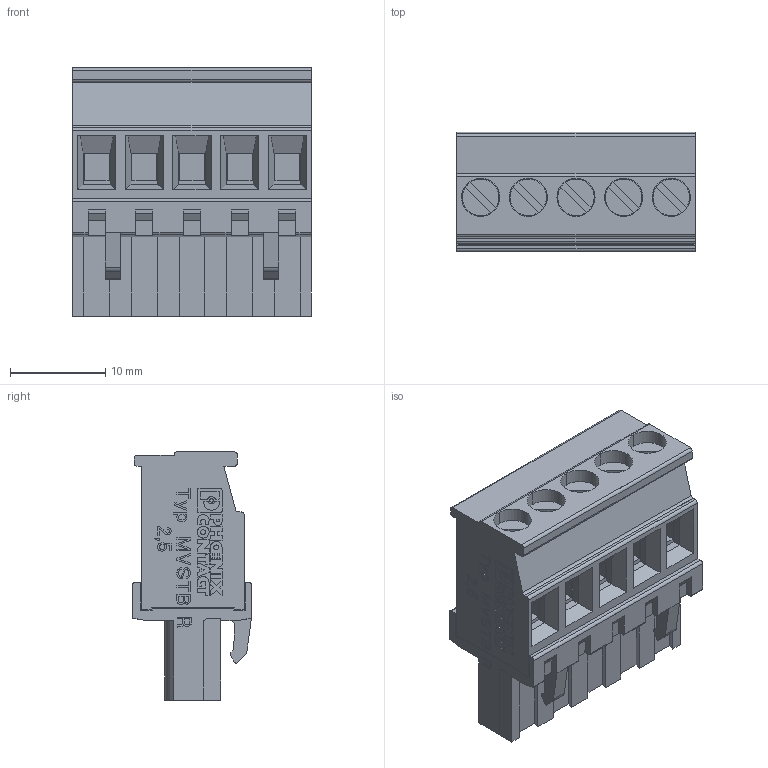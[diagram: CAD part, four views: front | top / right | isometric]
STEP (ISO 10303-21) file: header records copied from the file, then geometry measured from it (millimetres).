
FILE_DESCRIPTION(('STEP AP214'),'1');
FILE_NAME('cctmp_40B53A54-F62B-487D-89B6-2BA1850B8A83_2023_01_30_09_56_28_0075_8260..stp','2023-01-30T09:56:28',('PHOENIX CONTACT Deutschland GmbH'),('CADClick - www.CADClick.com'),'Spatial InterOp 3D',' ','unknown authorization');
FILE_SCHEMA(('AUTOMOTIVE_DESIGN'));
Length unit declared in the file: millimetre
Products named in the file (17): 2023_01_30_09_56_27_0277; 2023_01_30_09_56_28_0075; 2023_01_30_09_56_28_0060; 2023_01_30_09_56_28_0044; 2023_01_30_09_56_28_0028; 2023_01_30_09_56_28_0013; 2023_01_30_09_56_27_0997; 2023_01_30_09_56_27_0982; 2023_01_30_09_56_27_0966; 2023_01_30_09_56_27_0950; 2023_01_30_09_56_27_0935; 2023_01_30_09_56_27_0919; 2023_01_30_09_56_27_0903; 2023_01_30_09_56_27_0888; 2023_01_30_09_56_27_0872; 2023_01_30_09_56_27_0857; 2023_01_30_09_56_27_0778
Assembly tree (16 placements, depth 2):
  2023_01_30_09_56_27_0277
    2023_01_30_09_56_28_0075
    2023_01_30_09_56_28_0060
    2023_01_30_09_56_28_0044
    2023_01_30_09_56_28_0028
    2023_01_30_09_56_28_0013
    2023_01_30_09_56_27_0997
    2023_01_30_09_56_27_0982
    2023_01_30_09_56_27_0966
    2023_01_30_09_56_27_0950
    2023_01_30_09_56_27_0935
    2023_01_30_09_56_27_0919
    2023_01_30_09_56_27_0903
    2023_01_30_09_56_27_0888
    2023_01_30_09_56_27_0872
    2023_01_30_09_56_27_0857
    2023_01_30_09_56_27_0778
Bounding box: 25.06 x 12.52 x 26.03 mm (x, y, z)
Volume: 4900.9 mm3; surface area: 5889.7 mm2
Topology: 16 solids, 16 shells, 1128 faces, 3066 edges, 2024 vertices
Faces by surface type: plane 928, cylinder 157, bspline 32, cone 11
Entity records: 61865 total; most frequent: CARTESIAN_POINT 9317, ORIENTED_EDGE 6132, DIRECTION 5578, STYLED_ITEM 4019, PRESENTATION_STYLE_ASSIGNMENT 4019, COLOUR_RGB 4019, EDGE_CURVE 3066, LINE 2616
